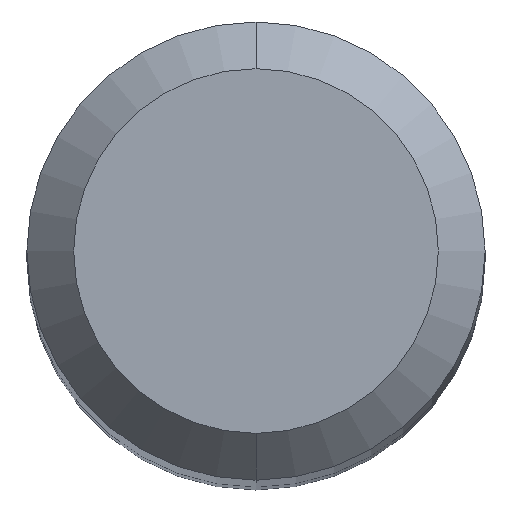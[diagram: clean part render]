
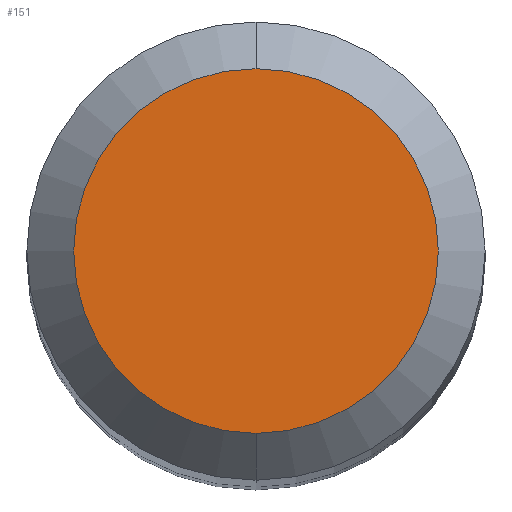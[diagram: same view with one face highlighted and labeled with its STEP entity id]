
A CAD part, top view. The second image highlights one B-rep face of the part: STEP entity #151.
In plain terms, the highlighted planar face has unit normal (0, 0, 1).
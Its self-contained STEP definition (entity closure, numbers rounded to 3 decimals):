
#21 = FACE_OUTER_BOUND ( 'NONE', #308, .T. ) ;
#23 = DIRECTION ( 'NONE',  ( 0., 1., 0. ) ) ;
#26 = CARTESIAN_POINT ( 'NONE',  ( 0., 0., 62. ) ) ;
#84 = AXIS2_PLACEMENT_3D ( 'NONE', #260, #326, #301 ) ;
#100 = DIRECTION ( 'NONE',  ( 0., 0., -1. ) ) ;
#108 = ORIENTED_EDGE ( 'NONE', *, *, #179, .F. ) ;
#142 = DIRECTION ( 'NONE',  ( 0., 0., -1. ) ) ;
#151 = ADVANCED_FACE ( 'NONE', ( #21 ), #229, .F. ) ;
#167 = EDGE_CURVE ( 'NONE', #183, #285, #212, .T. ) ;
#179 = EDGE_CURVE ( 'NONE', #285, #183, #319, .T. ) ;
#183 = VERTEX_POINT ( 'NONE', #330 ) ;
#186 = CARTESIAN_POINT ( 'NONE',  ( 0., -1.95, 62. ) ) ;
#202 = DIRECTION ( 'NONE',  ( 0., 1., 0. ) ) ;
#212 = CIRCLE ( 'NONE', #84, 1.95 ) ;
#229 = PLANE ( 'NONE',  #246 ) ;
#246 = AXIS2_PLACEMENT_3D ( 'NONE', #302, #100, #23 ) ;
#255 = AXIS2_PLACEMENT_3D ( 'NONE', #26, #142, #202 ) ;
#260 = CARTESIAN_POINT ( 'NONE',  ( 0., 0., 62. ) ) ;
#269 = ORIENTED_EDGE ( 'NONE', *, *, #167, .F. ) ;
#285 = VERTEX_POINT ( 'NONE', #186 ) ;
#301 = DIRECTION ( 'NONE',  ( 0., 1., 0. ) ) ;
#302 = CARTESIAN_POINT ( 'NONE',  ( 0., 0., 62. ) ) ;
#308 = EDGE_LOOP ( 'NONE', ( #269, #108 ) ) ;
#319 = CIRCLE ( 'NONE', #255, 1.95 ) ;
#326 = DIRECTION ( 'NONE',  ( 0., 0., -1. ) ) ;
#330 = CARTESIAN_POINT ( 'NONE',  ( 0., 1.95, 62. ) ) ;
